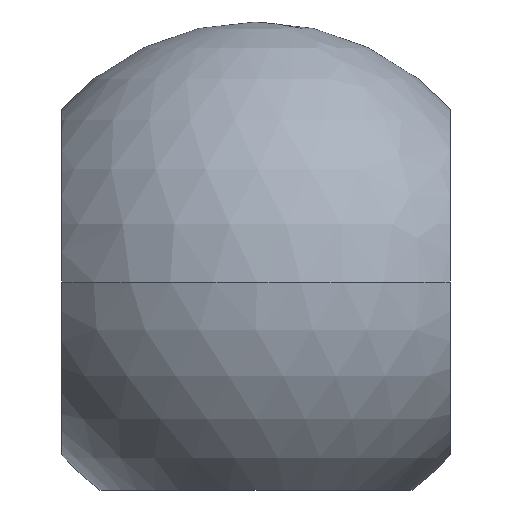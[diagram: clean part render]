
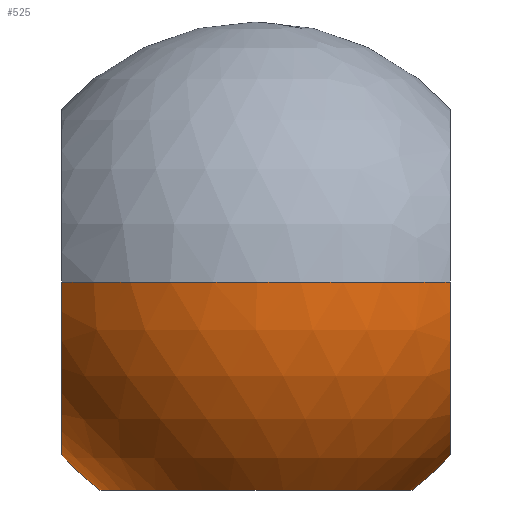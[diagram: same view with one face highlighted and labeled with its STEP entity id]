
A CAD part, front view. The second image highlights one B-rep face of the part: STEP entity #525.
In plain terms, the highlighted spherical face has radius 47.5 mm.
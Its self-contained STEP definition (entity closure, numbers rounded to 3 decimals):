
#66 = EDGE_CURVE ( 'NONE', #154, #3042, #3422, .T. ) ;
#154 = VERTEX_POINT ( 'NONE', #1050 ) ;
#238 = CARTESIAN_POINT ( 'NONE',  ( 0., 0., 0. ) ) ;
#288 = CARTESIAN_POINT ( 'NONE',  ( 35.5, -31.559, 0. ) ) ;
#314 = AXIS2_PLACEMENT_3D ( 'NONE', #2181, #412, #2474 ) ;
#412 = DIRECTION ( 'NONE',  ( 0., -1., 0. ) ) ;
#451 = CARTESIAN_POINT ( 'NONE',  ( -35.5, 0., -31.559 ) ) ;
#525 = ADVANCED_FACE ( 'NONE', ( #808 ), #2390, .T. ) ;
#543 = ORIENTED_EDGE ( 'NONE', *, *, #1545, .F. ) ;
#723 = DIRECTION ( 'NONE',  ( 1., 0., 0. ) ) ;
#808 = FACE_OUTER_BOUND ( 'NONE', #2847, .T. ) ;
#1050 = CARTESIAN_POINT ( 'NONE',  ( 35.5, 0., -31.559 ) ) ;
#1145 = DIRECTION ( 'NONE',  ( 0.629, -0.777, 0. ) ) ;
#1168 = CARTESIAN_POINT ( 'NONE',  ( 0., 0., -38. ) ) ;
#1257 = DIRECTION ( 'NONE',  ( 0., -1., 0. ) ) ;
#1309 = ORIENTED_EDGE ( 'NONE', *, *, #2733, .T. ) ;
#1336 = CIRCLE ( 'NONE', #3570, 47.5 ) ;
#1342 = EDGE_CURVE ( 'NONE', #2816, #154, #3314, .T. ) ;
#1464 = CARTESIAN_POINT ( 'NONE',  ( -28.5, 0., -38. ) ) ;
#1480 = DIRECTION ( 'NONE',  ( -1., 0., 0. ) ) ;
#1532 = CARTESIAN_POINT ( 'NONE',  ( 0., 0., 0. ) ) ;
#1545 = EDGE_CURVE ( 'NONE', #2816, #1571, #2657, .T. ) ;
#1571 = VERTEX_POINT ( 'NONE', #1464 ) ;
#1833 = DIRECTION ( 'NONE',  ( -1., 0., 0. ) ) ;
#1939 = ORIENTED_EDGE ( 'NONE', *, *, #1342, .T. ) ;
#2181 = CARTESIAN_POINT ( 'NONE',  ( 0., 0., 0. ) ) ;
#2327 = CARTESIAN_POINT ( 'NONE',  ( -35.5, -31.559, 0. ) ) ;
#2372 = VERTEX_POINT ( 'NONE', #2327 ) ;
#2390 = SPHERICAL_SURFACE ( 'NONE', #3168, 47.5 ) ;
#2474 = DIRECTION ( 'NONE',  ( 0., 0., -1. ) ) ;
#2504 = CARTESIAN_POINT ( 'NONE',  ( -35.5, 0., 0. ) ) ;
#2572 = ORIENTED_EDGE ( 'NONE', *, *, #3537, .T. ) ;
#2657 = CIRCLE ( 'NONE', #2663, 28.5 ) ;
#2661 = EDGE_CURVE ( 'NONE', #3042, #2372, #1336, .T. ) ;
#2663 = AXIS2_PLACEMENT_3D ( 'NONE', #1168, #3259, #1480 ) ;
#2710 = AXIS2_PLACEMENT_3D ( 'NONE', #2855, #2815, #2784 ) ;
#2733 = EDGE_CURVE ( 'NONE', #2862, #1571, #2826, .T. ) ;
#2784 = DIRECTION ( 'NONE',  ( 0., 0., 1. ) ) ;
#2803 = DIRECTION ( 'NONE',  ( 0., 0., -1. ) ) ;
#2815 = DIRECTION ( 'NONE',  ( -1., 0., 0. ) ) ;
#2816 = VERTEX_POINT ( 'NONE', #3685 ) ;
#2826 = CIRCLE ( 'NONE', #314, 47.5 ) ;
#2847 = EDGE_LOOP ( 'NONE', ( #2995, #3794, #2572, #1309, #543, #1939 ) ) ;
#2855 = CARTESIAN_POINT ( 'NONE',  ( 35.5, 0., 0. ) ) ;
#2862 = VERTEX_POINT ( 'NONE', #451 ) ;
#2908 = DIRECTION ( 'NONE',  ( 0., 0., 1. ) ) ;
#2935 = AXIS2_PLACEMENT_3D ( 'NONE', #3045, #1257, #3342 ) ;
#2995 = ORIENTED_EDGE ( 'NONE', *, *, #66, .T. ) ;
#3042 = VERTEX_POINT ( 'NONE', #288 ) ;
#3045 = CARTESIAN_POINT ( 'NONE',  ( 0., 0., 0. ) ) ;
#3153 = CIRCLE ( 'NONE', #3343, 31.559 ) ;
#3168 = AXIS2_PLACEMENT_3D ( 'NONE', #238, #2908, #1145 ) ;
#3259 = DIRECTION ( 'NONE',  ( 0., 0., -1. ) ) ;
#3314 = CIRCLE ( 'NONE', #2935, 47.5 ) ;
#3342 = DIRECTION ( 'NONE',  ( 0., 0., -1. ) ) ;
#3343 = AXIS2_PLACEMENT_3D ( 'NONE', #2504, #723, #2803 ) ;
#3422 = CIRCLE ( 'NONE', #2710, 31.559 ) ;
#3537 = EDGE_CURVE ( 'NONE', #2372, #2862, #3153, .T. ) ;
#3570 = AXIS2_PLACEMENT_3D ( 'NONE', #1532, #3610, #1833 ) ;
#3610 = DIRECTION ( 'NONE',  ( 0., 0., -1. ) ) ;
#3685 = CARTESIAN_POINT ( 'NONE',  ( 28.5, 0., -38. ) ) ;
#3794 = ORIENTED_EDGE ( 'NONE', *, *, #2661, .T. ) ;
